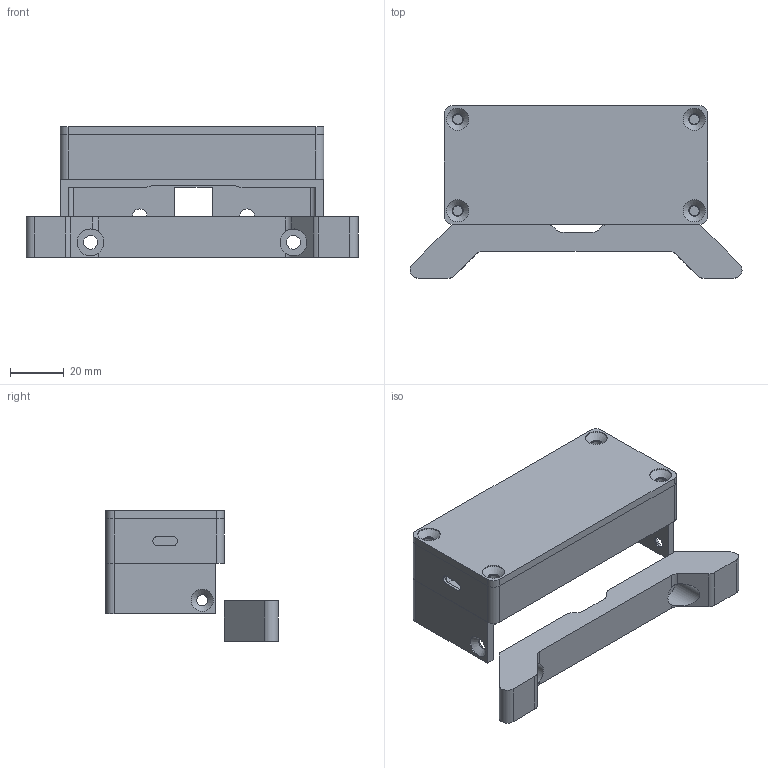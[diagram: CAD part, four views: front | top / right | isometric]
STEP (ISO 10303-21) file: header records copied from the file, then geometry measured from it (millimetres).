
FILE_DESCRIPTION(/* description */ (''),/* implementation_level */ '2;1');
FILE_NAME(/* name */ 'battery_side.step',/* time_stamp */ '2021-07-25T16:37:47+03:00',/* author */ (''),/* organization */ (''),/* preprocessor_version */ 'ST-DEVELOPER v18.1',/* originating_system */ 'Autodesk Translation Framework v10.9.0.1377',/* authorisation */ '');
FILE_SCHEMA (('AUTOMOTIVE_DESIGN { 1 0 10303 214 3 1 1 }'));
Length unit declared in the file: millimetre
Products named in the file (1): battery_side_v3
Bounding box: 123.51 x 64 x 48.5 mm (x, y, z)
Volume: 71099.7 mm3; surface area: 48202.7 mm2
Topology: 4 solids, 4 shells, 168 faces, 452 edges, 297 vertices
Faces by surface type: plane 96, cylinder 64, cone 8
Full cylindrical faces by diameter (mm): 3.7 x4, 4.1 x6, 5.2 x2, 8.2 x8, 8.3 x8, 10 x2, 12 x1
Entity records: 5403 total; most frequent: CARTESIAN_POINT 954, DIRECTION 938, ORIENTED_EDGE 904, EDGE_CURVE 452, AXIS2_PLACEMENT_3D 321, VERTEX_POINT 297, LINE 296, VECTOR 296
